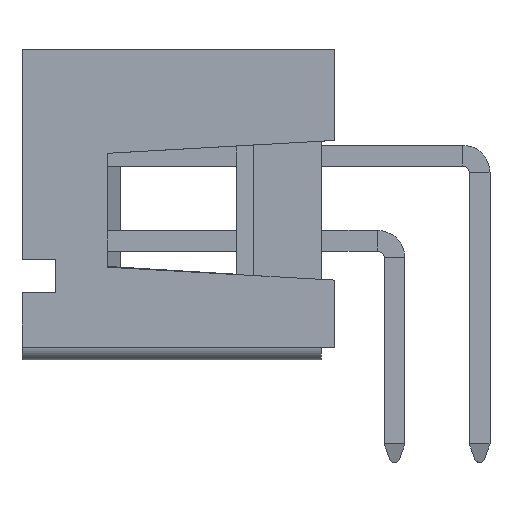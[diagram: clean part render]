
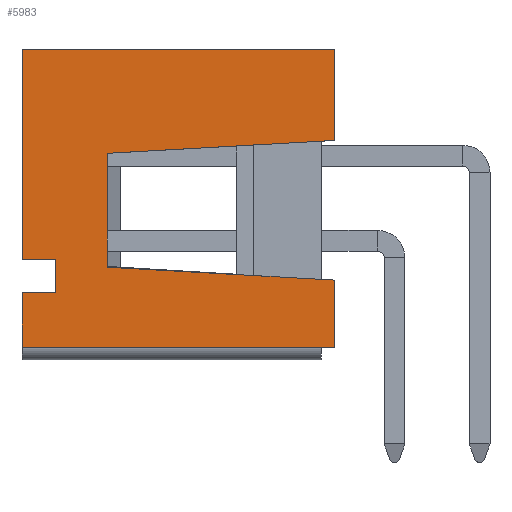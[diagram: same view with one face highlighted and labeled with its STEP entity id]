
A CAD part, left-side view. The second image highlights one B-rep face of the part: STEP entity #5983.
In plain terms, the highlighted planar face has unit normal (-1, 0, 0).
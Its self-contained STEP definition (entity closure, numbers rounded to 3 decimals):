
#9=DIRECTION('',(0.,-1.,0.));
#10=VECTOR('',#9,9.32);
#11=CARTESIAN_POINT('',(2.54,9.32,0.));
#12=LINE('382',#11,#10);
#141=DIRECTION('',(0.,0.998,-0.057));
#142=VECTOR('',#141,6.781);
#143=CARTESIAN_POINT('',(2.54,0.,6.17));
#144=LINE('480',#143,#142);
#145=DIRECTION('',(0.,0.,-1.));
#146=VECTOR('',#145,3.4);
#147=CARTESIAN_POINT('',(2.54,6.77,5.785));
#148=LINE('481',#147,#146);
#149=DIRECTION('',(0.,-0.998,-0.057));
#150=VECTOR('',#149,6.781);
#151=CARTESIAN_POINT('',(2.54,6.77,2.385));
#152=LINE('482',#151,#150);
#153=DIRECTION('',(0.,0.,1.));
#154=VECTOR('',#153,1.62);
#155=CARTESIAN_POINT('',(2.54,9.32,0.));
#156=LINE('452',#155,#154);
#157=DIRECTION('',(0.,-1.,0.));
#158=VECTOR('',#157,1.);
#159=CARTESIAN_POINT('',(2.54,9.32,1.62));
#160=LINE('436',#159,#158);
#161=DIRECTION('',(0.,0.,1.));
#162=VECTOR('',#161,1.);
#163=CARTESIAN_POINT('',(2.54,8.32,1.62));
#164=LINE('437',#163,#162);
#165=DIRECTION('',(0.,-1.,0.));
#166=VECTOR('',#165,1.);
#167=CARTESIAN_POINT('',(2.54,9.32,2.62));
#168=LINE('438',#167,#166);
#169=DIRECTION('',(0.,0.,1.));
#170=VECTOR('',#169,6.27);
#171=CARTESIAN_POINT('',(2.54,9.32,2.62));
#172=LINE('453',#171,#170);
#177=DIRECTION('',(0.,0.,1.));
#178=VECTOR('',#177,2.72);
#179=CARTESIAN_POINT('',(2.54,0.,6.17));
#180=LINE('471',#179,#178);
#222=DIRECTION('',(0.,-1.,0.));
#223=VECTOR('',#222,9.32);
#224=CARTESIAN_POINT('',(2.54,9.32,8.89));
#225=LINE('388',#224,#223);
#2196=DIRECTION('',(0.,0.,1.));
#2197=VECTOR('',#2196,2.);
#2198=CARTESIAN_POINT('',(2.54,0.,0.));
#2199=LINE('470',#2198,#2197);
#4690=CARTESIAN_POINT('',(2.54,9.32,0.));
#4691=CARTESIAN_POINT('',(2.54,0.,0.));
#4692=VERTEX_POINT('',#4690);
#4693=VERTEX_POINT('',#4691);
#4706=CARTESIAN_POINT('',(2.54,9.32,8.89));
#4707=CARTESIAN_POINT('',(2.54,0.,8.89));
#4708=VERTEX_POINT('',#4706);
#4709=VERTEX_POINT('',#4707);
#4788=CARTESIAN_POINT('',(2.54,9.32,1.62));
#4789=CARTESIAN_POINT('',(2.54,8.32,1.62));
#4790=VERTEX_POINT('',#4788);
#4791=VERTEX_POINT('',#4789);
#4792=CARTESIAN_POINT('',(2.54,8.32,2.62));
#4793=VERTEX_POINT('',#4792);
#4794=CARTESIAN_POINT('',(2.54,9.32,2.62));
#4795=VERTEX_POINT('',#4794);
#4820=CARTESIAN_POINT('',(2.54,0.,6.17));
#4822=VERTEX_POINT('',#4820);
#4824=CARTESIAN_POINT('',(2.54,0.,2.));
#4826=VERTEX_POINT('',#4824);
#4840=CARTESIAN_POINT('',(2.54,6.77,5.785));
#4841=VERTEX_POINT('',#4840);
#4842=CARTESIAN_POINT('',(2.54,6.77,2.385));
#4843=VERTEX_POINT('',#4842);
#5954=CARTESIAN_POINT('',(2.54,9.32,0.));
#5955=DIRECTION('',(-1.,0.,0.));
#5956=DIRECTION('',(0.,-1.,0.));
#5957=AXIS2_PLACEMENT_3D('',#5954,#5955,#5956);
#5958=PLANE('4',#5957);
#5960=ORIENTED_EDGE('480',*,*,#5959,.T.);
#5962=ORIENTED_EDGE('481',*,*,#5961,.T.);
#5963=ORIENTED_EDGE('482',*,*,#5938,.T.);
#5965=ORIENTED_EDGE('470',*,*,#5964,.F.);
#5966=ORIENTED_EDGE('382',*,*,#5699,.F.);
#5968=ORIENTED_EDGE('452',*,*,#5967,.T.);
#5970=ORIENTED_EDGE('436',*,*,#5969,.T.);
#5972=ORIENTED_EDGE('437',*,*,#5971,.T.);
#5974=ORIENTED_EDGE('438',*,*,#5973,.F.);
#5976=ORIENTED_EDGE('453',*,*,#5975,.T.);
#5978=ORIENTED_EDGE('388',*,*,#5977,.T.);
#5980=ORIENTED_EDGE('471',*,*,#5979,.F.);
#5981=EDGE_LOOP('4',(#5960,#5962,#5963,#5965,#5966,#5968,#5970,#5972,#5974,
#5976,#5978,#5980));
#5982=FACE_OUTER_BOUND('4',#5981,.F.);
#5983=ADVANCED_FACE('4',(#5982),#5958,.T.);
#5699=EDGE_CURVE('382',#4692,#4693,#12,.T.);
#5938=EDGE_CURVE('482',#4843,#4826,#152,.T.);
#5959=EDGE_CURVE('480',#4822,#4841,#144,.T.);
#5961=EDGE_CURVE('481',#4841,#4843,#148,.T.);
#5964=EDGE_CURVE('470',#4693,#4826,#2199,.T.);
#5967=EDGE_CURVE('452',#4692,#4790,#156,.T.);
#5969=EDGE_CURVE('436',#4790,#4791,#160,.T.);
#5971=EDGE_CURVE('437',#4791,#4793,#164,.T.);
#5973=EDGE_CURVE('438',#4795,#4793,#168,.T.);
#5975=EDGE_CURVE('453',#4795,#4708,#172,.T.);
#5977=EDGE_CURVE('388',#4708,#4709,#225,.T.);
#5979=EDGE_CURVE('471',#4822,#4709,#180,.T.);
